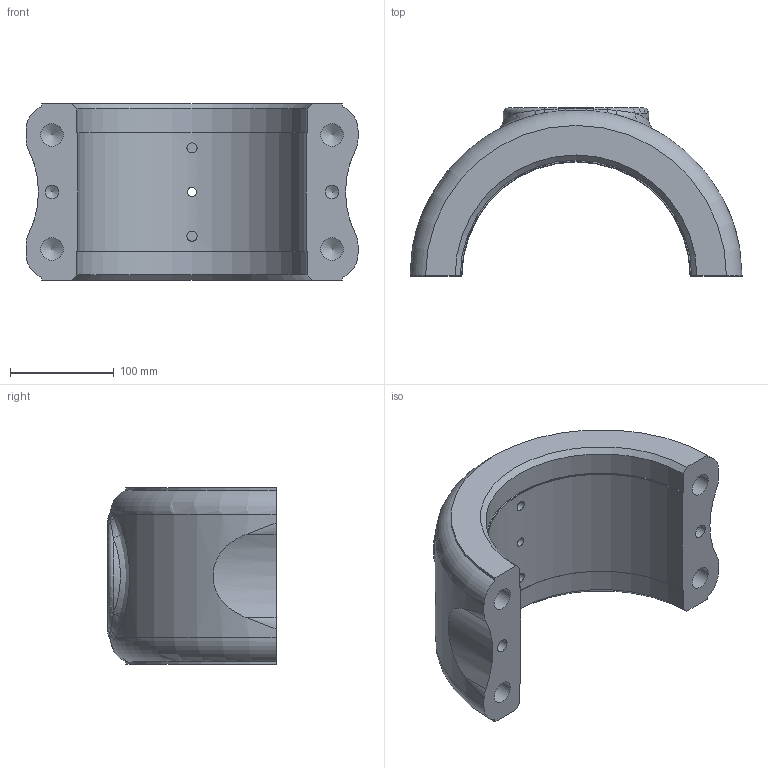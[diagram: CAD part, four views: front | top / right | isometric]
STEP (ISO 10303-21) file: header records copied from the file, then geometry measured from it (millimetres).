
FILE_DESCRIPTION (( 'STEP AP203' ), '1' );
FILE_NAME ('412B02S01P10-½Ä±ì»\.STEP', '2023-09-28T06:10:57', ( '' ), ( '' ), 'SwSTEP 2.0', 'SolidWorks 2018', '' );
FILE_SCHEMA (( 'CONFIG_CONTROL_DESIGN' ));
Length unit declared in the file: millimetre
Products named in the file (1): 412B02S01P10-衝桿蓋
Bounding box: 320 x 162 x 170 mm (x, y, z)
Volume: 3369949.6 mm3; surface area: 212726.9 mm2
Topology: 1 solids, 1 shells, 87 faces, 215 edges, 135 vertices
Faces by surface type: bspline 30, cylinder 28, cone 13, plane 12, torus 4
Full cylindrical faces by diameter (mm): 8.7 x1, 9 x2, 9.8 x2, 13 x4, 22 x4
Entity records: 3589 total; most frequent: CARTESIAN_POINT 1771, ORIENTED_EDGE 364, DIRECTION 328, EDGE_CURVE 182, AXIS2_PLACEMENT_3D 147, VERTEX_POINT 124, EDGE_LOOP 116, FACE_OUTER_BOUND 100
